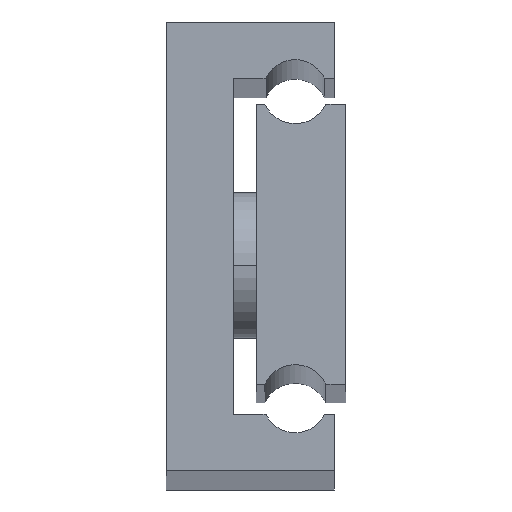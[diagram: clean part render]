
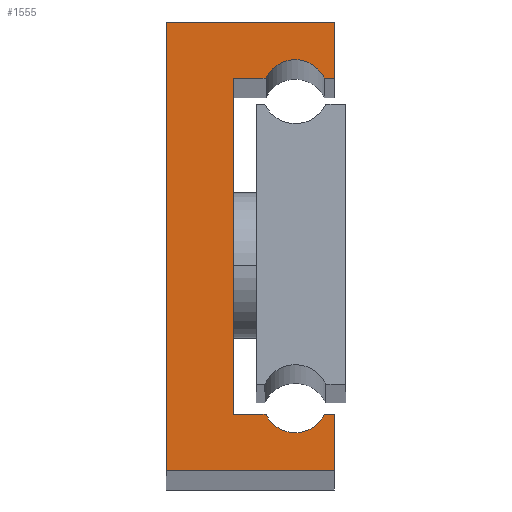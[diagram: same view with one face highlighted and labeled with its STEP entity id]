
A CAD part, top view. The second image highlights one B-rep face of the part: STEP entity #1555.
In plain terms, the highlighted planar face has unit normal (0, 0, 1).
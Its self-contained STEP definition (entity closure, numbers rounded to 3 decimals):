
#9 = CARTESIAN_POINT ( 'NONE',  ( 8.895, 35., 500. ) ) ;
#33 = VERTEX_POINT ( 'NONE', #1211 ) ;
#50 = CARTESIAN_POINT ( 'NONE',  ( 14.105, 35., 500. ) ) ;
#89 = CARTESIAN_POINT ( 'NONE',  ( 15., 5., 500. ) ) ;
#90 = VECTOR ( 'NONE', #1101, 1000. ) ;
#125 = DIRECTION ( 'NONE',  ( -1., 0., 0. ) ) ;
#137 = CARTESIAN_POINT ( 'NONE',  ( 8.895, 5., 500. ) ) ;
#180 = DIRECTION ( 'NONE',  ( 0., 1., 0. ) ) ;
#259 = EDGE_CURVE ( 'NONE', #2028, #33, #632, .T. ) ;
#280 = CARTESIAN_POINT ( 'NONE',  ( 0., 0., 500. ) ) ;
#285 = LINE ( 'NONE', #753, #2061 ) ;
#290 = EDGE_CURVE ( 'NONE', #1826, #363, #611, .T. ) ;
#298 = DIRECTION ( 'NONE',  ( 0., 0., -1. ) ) ;
#307 = LINE ( 'NONE', #1098, #2018 ) ;
#321 = DIRECTION ( 'NONE',  ( 0., 1., 0. ) ) ;
#337 = LINE ( 'NONE', #137, #1688 ) ;
#345 = VECTOR ( 'NONE', #180, 1000. ) ;
#362 = CARTESIAN_POINT ( 'NONE',  ( 6., 5., 500. ) ) ;
#363 = VERTEX_POINT ( 'NONE', #399 ) ;
#376 = AXIS2_PLACEMENT_3D ( 'NONE', #811, #1496, #645 ) ;
#392 = VERTEX_POINT ( 'NONE', #50 ) ;
#399 = CARTESIAN_POINT ( 'NONE',  ( 14.105, 5., 500. ) ) ;
#426 = LINE ( 'NONE', #1933, #90 ) ;
#464 = CARTESIAN_POINT ( 'NONE',  ( 15., 0., 500. ) ) ;
#472 = EDGE_CURVE ( 'NONE', #1481, #2028, #948, .T. ) ;
#493 = DIRECTION ( 'NONE',  ( 0., 0., -1. ) ) ;
#504 = EDGE_CURVE ( 'NONE', #33, #1826, #1709, .T. ) ;
#606 = EDGE_CURVE ( 'NONE', #1550, #392, #651, .T. ) ;
#611 = LINE ( 'NONE', #1128, #1886 ) ;
#613 = ORIENTED_EDGE ( 'NONE', *, *, #1488, .T. ) ;
#624 = VERTEX_POINT ( 'NONE', #2016 ) ;
#632 = LINE ( 'NONE', #280, #1792 ) ;
#645 = DIRECTION ( 'NONE',  ( -1., 0., 0. ) ) ;
#651 = CIRCLE ( 'NONE', #1404, 2.89 ) ;
#684 = ORIENTED_EDGE ( 'NONE', *, *, #606, .T. ) ;
#693 = DIRECTION ( 'NONE',  ( 0., 1., 0. ) ) ;
#697 = EDGE_CURVE ( 'NONE', #1425, #624, #1257, .T. ) ;
#707 = CARTESIAN_POINT ( 'NONE',  ( 15., 40., 500. ) ) ;
#739 = CARTESIAN_POINT ( 'NONE',  ( 15., 35., 500. ) ) ;
#741 = VERTEX_POINT ( 'NONE', #1731 ) ;
#753 = CARTESIAN_POINT ( 'NONE',  ( 15., 35., 500. ) ) ;
#757 = VECTOR ( 'NONE', #693, 1000. ) ;
#811 = CARTESIAN_POINT ( 'NONE',  ( 11.5, 33.75, 500. ) ) ;
#850 = CARTESIAN_POINT ( 'NONE',  ( 15., 40., 500. ) ) ;
#871 = ORIENTED_EDGE ( 'NONE', *, *, #1214, .T. ) ;
#925 = ORIENTED_EDGE ( 'NONE', *, *, #259, .T. ) ;
#948 = LINE ( 'NONE', #1618, #1300 ) ;
#973 = DIRECTION ( 'NONE',  ( 1., 0., 0. ) ) ;
#991 = EDGE_CURVE ( 'NONE', #624, #1550, #426, .T. ) ;
#1036 = LINE ( 'NONE', #707, #345 ) ;
#1037 = ORIENTED_EDGE ( 'NONE', *, *, #1271, .T. ) ;
#1071 = ORIENTED_EDGE ( 'NONE', *, *, #1313, .T. ) ;
#1095 = VERTEX_POINT ( 'NONE', #739 ) ;
#1098 = CARTESIAN_POINT ( 'NONE',  ( 0., 40., 500. ) ) ;
#1101 = DIRECTION ( 'NONE',  ( 1., 0., 0. ) ) ;
#1128 = CARTESIAN_POINT ( 'NONE',  ( 15., 5., 500. ) ) ;
#1136 = DIRECTION ( 'NONE',  ( 1., 0., 0. ) ) ;
#1182 = FACE_OUTER_BOUND ( 'NONE', #1556, .T. ) ;
#1211 = CARTESIAN_POINT ( 'NONE',  ( 15., 0., 500. ) ) ;
#1214 = EDGE_CURVE ( 'NONE', #1438, #1481, #307, .T. ) ;
#1252 = ORIENTED_EDGE ( 'NONE', *, *, #697, .T. ) ;
#1257 = LINE ( 'NONE', #362, #757 ) ;
#1258 = ORIENTED_EDGE ( 'NONE', *, *, #290, .T. ) ;
#1271 = EDGE_CURVE ( 'NONE', #363, #741, #1644, .T. ) ;
#1300 = VECTOR ( 'NONE', #1626, 1000. ) ;
#1313 = EDGE_CURVE ( 'NONE', #392, #1095, #285, .T. ) ;
#1404 = AXIS2_PLACEMENT_3D ( 'NONE', #1498, #493, #1697 ) ;
#1425 = VERTEX_POINT ( 'NONE', #2149 ) ;
#1438 = VERTEX_POINT ( 'NONE', #850 ) ;
#1478 = AXIS2_PLACEMENT_3D ( 'NONE', #2138, #298, #1649 ) ;
#1481 = VERTEX_POINT ( 'NONE', #1676 ) ;
#1488 = EDGE_CURVE ( 'NONE', #741, #1425, #337, .T. ) ;
#1496 = DIRECTION ( 'NONE',  ( 0., 0., -1. ) ) ;
#1498 = CARTESIAN_POINT ( 'NONE',  ( 11.5, 33.75, 500. ) ) ;
#1520 = ORIENTED_EDGE ( 'NONE', *, *, #472, .T. ) ;
#1525 = DIRECTION ( 'NONE',  ( -1., 0., 0. ) ) ;
#1550 = VERTEX_POINT ( 'NONE', #9 ) ;
#1555 = ADVANCED_FACE ( 'NONE', ( #1182 ), #1703, .F. ) ;
#1556 = EDGE_LOOP ( 'NONE', ( #1520, #925, #1726, #1258, #1037, #613, #1252, #1801, #684, #1071, #1912, #871 ) ) ;
#1591 = DIRECTION ( 'NONE',  ( -1., 0., 0. ) ) ;
#1618 = CARTESIAN_POINT ( 'NONE',  ( 0., 0., 500. ) ) ;
#1626 = DIRECTION ( 'NONE',  ( 0., -1., 0. ) ) ;
#1644 = CIRCLE ( 'NONE', #1478, 2.89 ) ;
#1649 = DIRECTION ( 'NONE',  ( 1., 0., 0. ) ) ;
#1668 = EDGE_CURVE ( 'NONE', #1095, #1438, #1036, .T. ) ;
#1676 = CARTESIAN_POINT ( 'NONE',  ( 0., 40., 500. ) ) ;
#1688 = VECTOR ( 'NONE', #1525, 1000. ) ;
#1697 = DIRECTION ( 'NONE',  ( -1., 0., 0. ) ) ;
#1703 = PLANE ( 'NONE',  #376 ) ;
#1709 = LINE ( 'NONE', #464, #1889 ) ;
#1726 = ORIENTED_EDGE ( 'NONE', *, *, #504, .T. ) ;
#1731 = CARTESIAN_POINT ( 'NONE',  ( 8.895, 5., 500. ) ) ;
#1792 = VECTOR ( 'NONE', #1136, 1000. ) ;
#1801 = ORIENTED_EDGE ( 'NONE', *, *, #991, .T. ) ;
#1826 = VERTEX_POINT ( 'NONE', #89 ) ;
#1869 = CARTESIAN_POINT ( 'NONE',  ( 0., 0., 500. ) ) ;
#1886 = VECTOR ( 'NONE', #125, 1000. ) ;
#1889 = VECTOR ( 'NONE', #321, 1000. ) ;
#1912 = ORIENTED_EDGE ( 'NONE', *, *, #1668, .T. ) ;
#1933 = CARTESIAN_POINT ( 'NONE',  ( 8.895, 35., 500. ) ) ;
#2016 = CARTESIAN_POINT ( 'NONE',  ( 6., 35., 500. ) ) ;
#2018 = VECTOR ( 'NONE', #1591, 1000. ) ;
#2028 = VERTEX_POINT ( 'NONE', #1869 ) ;
#2061 = VECTOR ( 'NONE', #973, 1000. ) ;
#2138 = CARTESIAN_POINT ( 'NONE',  ( 11.5, 6.25, 500. ) ) ;
#2149 = CARTESIAN_POINT ( 'NONE',  ( 6., 5., 500. ) ) ;
